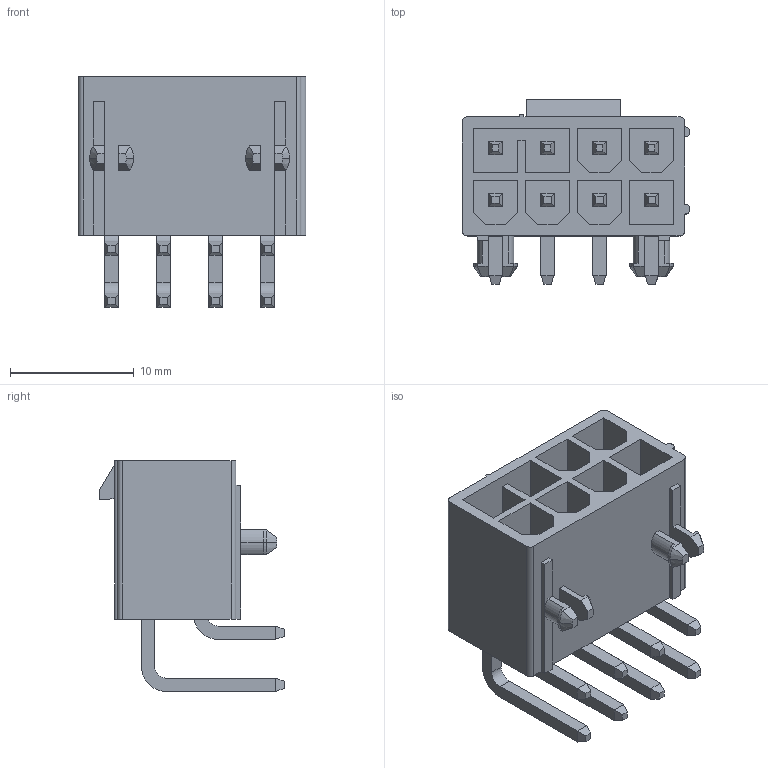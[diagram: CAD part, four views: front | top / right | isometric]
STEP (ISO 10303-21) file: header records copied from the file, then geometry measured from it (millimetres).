
FILE_DESCRIPTION(('STEP AP242'),'1');
FILE_NAME('0455860005.stp','2024-12-08T23:10:01',('TraceParts'),('TraceParts S.A.'),'Spatial InterOp 3D',' ',' ');
FILE_SCHEMA(('AP242_MANAGED_MODEL_BASED_3D_ENGINEERING_MIM_LF {1 0 10303 442 1 1 4}'));
Length unit declared in the file: millimetre
Products named in the file (1): 0455860005_1
Bounding box: 18.4 x 14.9 x 18.64 mm (x, y, z)
Volume: 1508 mm3; surface area: 2698.3 mm2
Topology: 1 solids, 1 shells, 300 faces, 763 edges, 516 vertices
Faces by surface type: plane 251, cylinder 41, cone 8
Entity records: 8867 total; most frequent: CARTESIAN_POINT 1553, ORIENTED_EDGE 1474, DIRECTION 1469, EDGE_CURVE 737, LINE 645, VECTOR 645, VERTEX_POINT 464, AXIS2_PLACEMENT_3D 412
